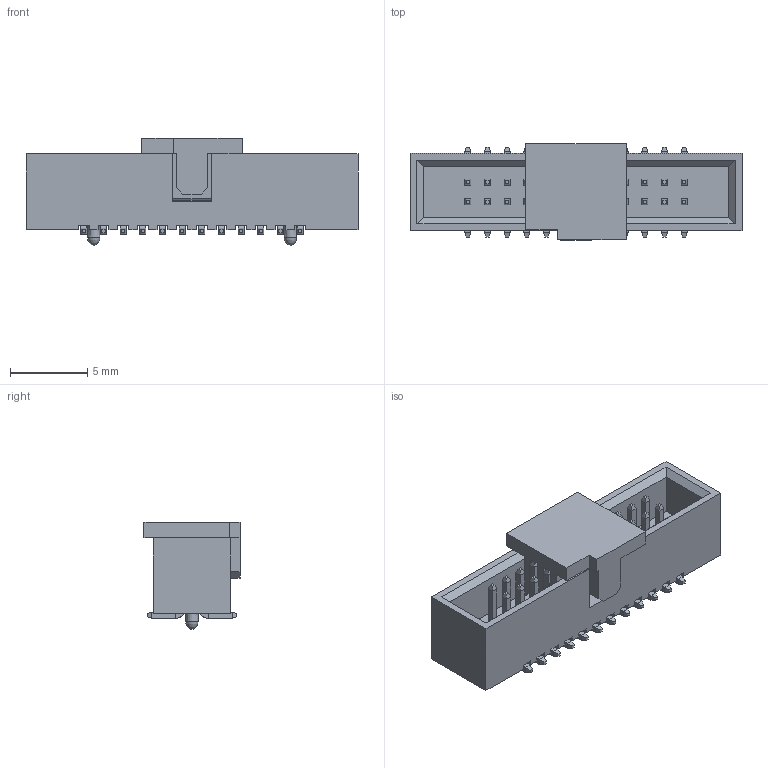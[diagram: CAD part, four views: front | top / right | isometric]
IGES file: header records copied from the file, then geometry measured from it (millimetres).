
Start section: ZWSOFT
Global section: file name: 3130-XXMXXBK00X2.igs; native system: ZW3D; preprocessor: 1.0; author: ZW3D; organization: ZWSOFT; date: 231116.082855; units: millimetre
Bounding box: 21.44 x 6.2 x 6.93 mm (x, y, z)
Surface area: 1085.6 mm2 (no closed solid volume)
Topology: 0 solids, 0 shells, 862 faces, 3868 edges, 3862 vertices
Faces by surface type: bspline 862
